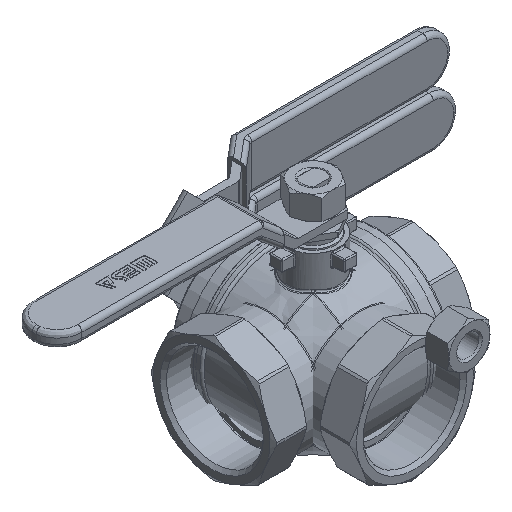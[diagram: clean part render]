
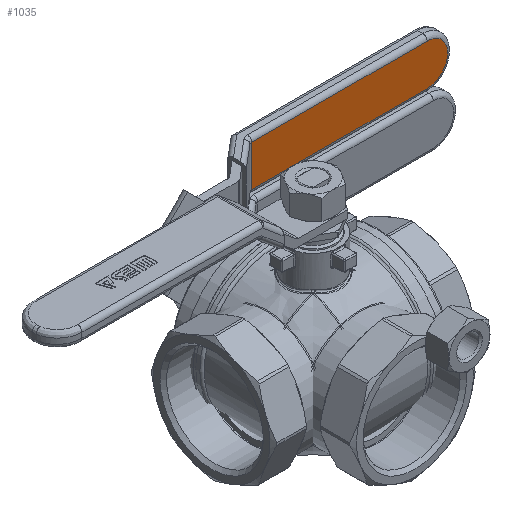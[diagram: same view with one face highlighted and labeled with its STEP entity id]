
A CAD part, isometric view. The second image highlights one B-rep face of the part: STEP entity #1035.
In plain terms, the highlighted planar face has unit normal (0, -1, 0).
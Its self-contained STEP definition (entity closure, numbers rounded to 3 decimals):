
#1035 = ADVANCED_FACE( '', ( #2236 ), #2237, .T. );
#2236 = FACE_OUTER_BOUND( '', #4480, .T. );
#2237 = PLANE( '', #4481 );
#4480 = EDGE_LOOP( '', ( #7762, #7763, #7764, #7765, #7766 ) );
#4481 = AXIS2_PLACEMENT_3D( '', #7767, #7768, #7769 );
#7762 = ORIENTED_EDGE( '', *, *, #9583, .T. );
#7763 = ORIENTED_EDGE( '', *, *, #9119, .T. );
#7764 = ORIENTED_EDGE( '', *, *, #9638, .T. );
#7765 = ORIENTED_EDGE( '', *, *, #8943, .T. );
#7766 = ORIENTED_EDGE( '', *, *, #9096, .F. );
#7767 = CARTESIAN_POINT( '', ( 36.6, 65.8, 22.5 ) );
#7768 = DIRECTION( '', ( 0., -1., 0. ) );
#7769 = DIRECTION( '', ( 0., 0., -1. ) );
#8943 = EDGE_CURVE( '', #10370, #10374, #10376, .T. );
#9096 = EDGE_CURVE( '', #10623, #10374, #10624, .T. );
#9119 = EDGE_CURVE( '', #10658, #10655, #10659, .T. );
#9583 = EDGE_CURVE( '', #10623, #10658, #11299, .T. );
#9638 = EDGE_CURVE( '', #10655, #10370, #11365, .T. );
#10370 = VERTEX_POINT( '', #13637 );
#10374 = VERTEX_POINT( '', #13642 );
#10376 = LINE( '', #13644, #13645 );
#10623 = VERTEX_POINT( '', #14086 );
#10624 = LINE( '', #14087, #14088 );
#10655 = VERTEX_POINT( '', #14161 );
#10658 = VERTEX_POINT( '', #14173 );
#10659 = CIRCLE( '', #14174, 9.5 );
#11299 = CIRCLE( '', #15990, 9.5 );
#11365 = LINE( '', #16156, #16157 );
#13637 = CARTESIAN_POINT( '', ( 37.328, 65.8, 32. ) );
#13642 = CARTESIAN_POINT( '', ( 37.328, 65.8, 13. ) );
#13644 = CARTESIAN_POINT( '', ( 37.328, 65.8, 22.5 ) );
#13645 = VECTOR( '', #16937, 1000. );
#14086 = CARTESIAN_POINT( '', ( 118.5, 65.8, 13. ) );
#14087 = CARTESIAN_POINT( '', ( 78.664, 65.8, 13. ) );
#14088 = VECTOR( '', #17133, 1000. );
#14161 = CARTESIAN_POINT( '', ( 118.5, 65.8, 32. ) );
#14173 = CARTESIAN_POINT( '', ( 128., 65.8, 22.5 ) );
#14174 = AXIS2_PLACEMENT_3D( '', #17159, #17160, #17161 );
#15990 = AXIS2_PLACEMENT_3D( '', #17687, #17688, #17689 );
#16156 = CARTESIAN_POINT( '', ( 78.664, 65.8, 32. ) );
#16157 = VECTOR( '', #17739, 1000. );
#16937 = DIRECTION( '', ( 0., 0., -1. ) );
#17133 = DIRECTION( '', ( -1., 0., 0. ) );
#17159 = CARTESIAN_POINT( '', ( 118.5, 65.8, 22.5 ) );
#17160 = DIRECTION( '', ( 0., -1., 0. ) );
#17161 = DIRECTION( '', ( 1., 0., 0. ) );
#17687 = CARTESIAN_POINT( '', ( 118.5, 65.8, 22.5 ) );
#17688 = DIRECTION( '', ( 0., -1., 0. ) );
#17689 = DIRECTION( '', ( 0., 0., -1. ) );
#17739 = DIRECTION( '', ( -1., 0., 0. ) );
